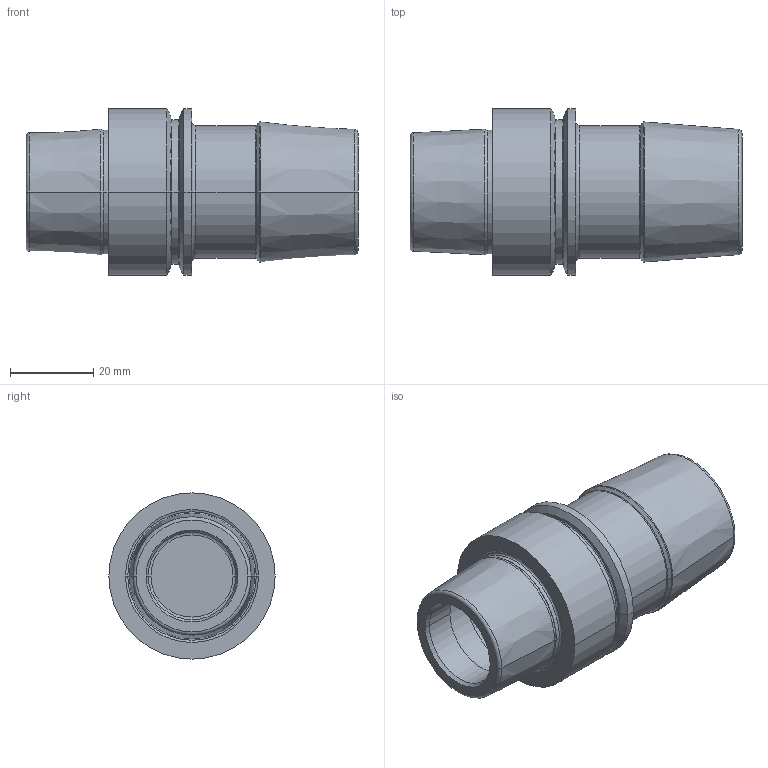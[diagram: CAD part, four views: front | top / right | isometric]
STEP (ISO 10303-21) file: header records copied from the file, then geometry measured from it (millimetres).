
FILE_DESCRIPTION((''),'2;1');
FILE_NAME('E40-145-16','2013-01-11T',('mei'),(''),'PRO/ENGINEER BY PARAMETRIC TECHNOLOGY CORPORATION, 2010430','PRO/ENGINEER BY PARAMETRIC TECHNOLOGY CORPORATION, 2010430','');
FILE_SCHEMA(('CONFIG_CONTROL_DESIGN'));
Length unit declared in the file: millimetre
Products named in the file (1): E40-145-16
Bounding box: 79.9 x 40 x 40 mm (x, y, z)
Volume: 48962 mm3; surface area: 15512.2 mm2
Topology: 1 solids, 1 shells, 68 faces, 134 edges, 74 vertices
Faces by surface type: torus 24, cone 18, cylinder 18, plane 8
Entity records: 1786 total; most frequent: DIRECTION 368, CARTESIAN_POINT 276, ORIENTED_EDGE 268, AXIS2_PLACEMENT_3D 166, EDGE_CURVE 134, CIRCLE 98, VERTEX_POINT 74, EDGE_LOOP 74
